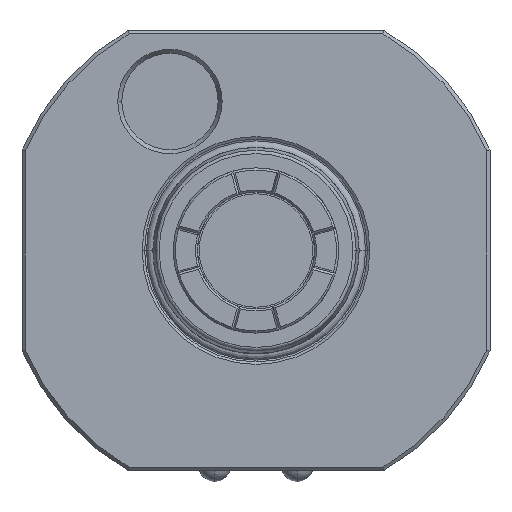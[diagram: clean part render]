
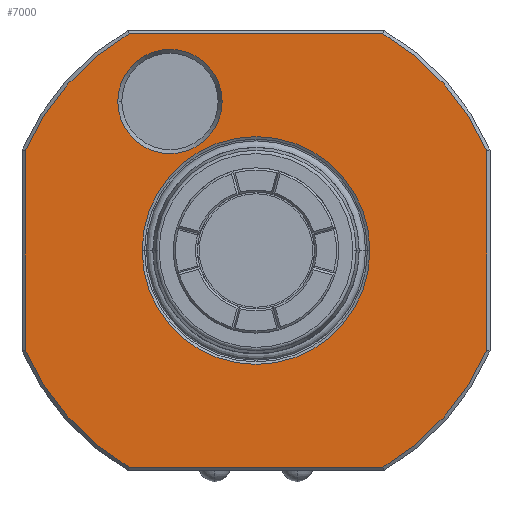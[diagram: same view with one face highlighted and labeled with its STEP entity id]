
A CAD part, left-side view. The second image highlights one B-rep face of the part: STEP entity #7000.
In plain terms, the highlighted planar face has unit normal (-1, 0, 0).
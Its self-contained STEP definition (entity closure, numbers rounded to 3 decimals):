
#234=CARTESIAN_POINT('',(-60.,0.,0.));
#235=DIRECTION('',(1.,0.,0.));
#236=DIRECTION('',(0.,-0.918,-0.397));
#237=AXIS2_PLACEMENT_3D('',#234,#235,#236);
#239=DIRECTION('',(0.,-1.,0.));
#240=VECTOR('',#239,36.878);
#241=CARTESIAN_POINT('',(-60.,18.439,-31.5));
#242=LINE('',#241,#240);
#243=CARTESIAN_POINT('',(-60.,0.,0.));
#244=DIRECTION('',(1.,0.,0.));
#245=DIRECTION('',(0.,0.505,-0.863));
#246=AXIS2_PLACEMENT_3D('',#243,#244,#245);
#248=DIRECTION('',(0.,0.,-1.));
#249=VECTOR('',#248,28.983);
#250=CARTESIAN_POINT('',(-60.,33.5,14.492));
#251=LINE('',#250,#249);
#252=CARTESIAN_POINT('',(-60.,0.,0.));
#253=DIRECTION('',(1.,0.,0.));
#254=DIRECTION('',(0.,0.918,0.397));
#255=AXIS2_PLACEMENT_3D('',#252,#253,#254);
#257=DIRECTION('',(0.,1.,0.));
#258=VECTOR('',#257,36.879);
#259=CARTESIAN_POINT('',(-60.,-18.439,31.5));
#260=LINE('',#259,#258);
#261=CARTESIAN_POINT('',(-60.,0.,0.));
#262=DIRECTION('',(1.,0.,0.));
#263=DIRECTION('',(0.,-0.505,0.863));
#264=AXIS2_PLACEMENT_3D('',#261,#262,#263);
#266=DIRECTION('',(0.,0.,1.));
#267=VECTOR('',#266,28.983);
#268=CARTESIAN_POINT('',(-60.,-33.5,
-14.492));
#269=LINE('',#268,#267);
#270=CARTESIAN_POINT('',(-60.,0.,0.));
#271=DIRECTION('',(1.,0.,0.));
#272=DIRECTION('',(0.,-1.,0.));
#273=AXIS2_PLACEMENT_3D('',#270,#271,#272);
#275=CARTESIAN_POINT('',(-60.,0.,0.));
#276=DIRECTION('',(1.,0.,0.));
#277=DIRECTION('',(0.,1.,0.));
#278=AXIS2_PLACEMENT_3D('',#275,#276,#277);
#280=CARTESIAN_POINT('',(-60.,12.5,21.651));
#281=DIRECTION('',(1.,0.,0.));
#282=DIRECTION('',(0.,-1.,0.));
#283=AXIS2_PLACEMENT_3D('',#280,#281,#282);
#285=CARTESIAN_POINT('',(-60.,12.5,21.651));
#286=DIRECTION('',(1.,0.,0.));
#287=DIRECTION('',(0.,1.,0.));
#288=AXIS2_PLACEMENT_3D('',#285,#286,#287);
#6134=CARTESIAN_POINT('',(-60.,-16.55,0.));
#6135=CARTESIAN_POINT('',(-60.,16.55,0.));
#6136=VERTEX_POINT('',#6134);
#6137=VERTEX_POINT('',#6135);
#6138=CARTESIAN_POINT('',(-60.,4.923,21.651));
#6139=CARTESIAN_POINT('',(-60.,20.077,21.651));
#6140=VERTEX_POINT('',#6138);
#6141=VERTEX_POINT('',#6139);
#6158=CARTESIAN_POINT('',(-60.,-33.5,-14.492));
#6159=CARTESIAN_POINT('',(-60.,-18.44,-31.5));
#6160=VERTEX_POINT('',#6158);
#6161=VERTEX_POINT('',#6159);
#6166=CARTESIAN_POINT('',(-60.,18.439,-31.5));
#6167=CARTESIAN_POINT('',(-60.,33.5,-14.491));
#6168=VERTEX_POINT('',#6166);
#6169=VERTEX_POINT('',#6167);
#6174=CARTESIAN_POINT('',(-60.,33.5,14.492));
#6175=CARTESIAN_POINT('',(-60.,18.44,31.5));
#6176=VERTEX_POINT('',#6174);
#6177=VERTEX_POINT('',#6175);
#6182=CARTESIAN_POINT('',(-60.,-18.44,31.5));
#6183=CARTESIAN_POINT('',(-60.,-33.5,14.492));
#6184=VERTEX_POINT('',#6182);
#6185=VERTEX_POINT('',#6183);
#6966=CARTESIAN_POINT('',(-60.,0.,0.));
#6967=DIRECTION('',(-1.,0.,0.));
#6968=DIRECTION('',(0.,1.,0.));
#6969=AXIS2_PLACEMENT_3D('',#6966,#6967,#6968);
#6970=PLANE('',#6969);
#6972=ORIENTED_EDGE('',*,*,#6971,.T.);
#6974=ORIENTED_EDGE('',*,*,#6973,.F.);
#6976=ORIENTED_EDGE('',*,*,#6975,.T.);
#6978=ORIENTED_EDGE('',*,*,#6977,.F.);
#6980=ORIENTED_EDGE('',*,*,#6979,.T.);
#6982=ORIENTED_EDGE('',*,*,#6981,.F.);
#6983=ORIENTED_EDGE('',*,*,#6956,.T.);
#6985=ORIENTED_EDGE('',*,*,#6984,.F.);
#6986=EDGE_LOOP('',(#6972,#6974,#6976,#6978,#6980,#6982,#6983,#6985));
#6987=FACE_OUTER_BOUND('',#6986,.F.);
#6989=ORIENTED_EDGE('',*,*,#6988,.F.);
#6991=ORIENTED_EDGE('',*,*,#6990,.F.);
#6992=EDGE_LOOP('',(#6989,#6991));
#6993=FACE_BOUND('',#6992,.F.);
#6995=ORIENTED_EDGE('',*,*,#6994,.F.);
#6997=ORIENTED_EDGE('',*,*,#6996,.F.);
#6998=EDGE_LOOP('',(#6995,#6997));
#6999=FACE_BOUND('',#6998,.F.);
#238=CIRCLE('',#237,36.501);
#247=CIRCLE('',#246,36.5);
#256=CIRCLE('',#255,36.501);
#265=CIRCLE('',#264,36.501);
#274=CIRCLE('',#273,16.55);
#279=CIRCLE('',#278,16.55);
#284=CIRCLE('',#283,7.577);
#289=CIRCLE('',#288,7.577);
#6956=EDGE_CURVE('',#6184,#6185,#265,.T.);
#6971=EDGE_CURVE('',#6160,#6161,#238,.T.);
#6973=EDGE_CURVE('',#6168,#6161,#242,.T.);
#6975=EDGE_CURVE('',#6168,#6169,#247,.T.);
#6977=EDGE_CURVE('',#6176,#6169,#251,.T.);
#6979=EDGE_CURVE('',#6176,#6177,#256,.T.);
#6981=EDGE_CURVE('',#6184,#6177,#260,.T.);
#6984=EDGE_CURVE('',#6160,#6185,#269,.T.);
#6988=EDGE_CURVE('',#6136,#6137,#274,.T.);
#6990=EDGE_CURVE('',#6137,#6136,#279,.T.);
#6994=EDGE_CURVE('',#6140,#6141,#284,.T.);
#6996=EDGE_CURVE('',#6141,#6140,#289,.T.);
#7000=ADVANCED_FACE('',(#6987,#6993,#6999),#6970,.T.);
